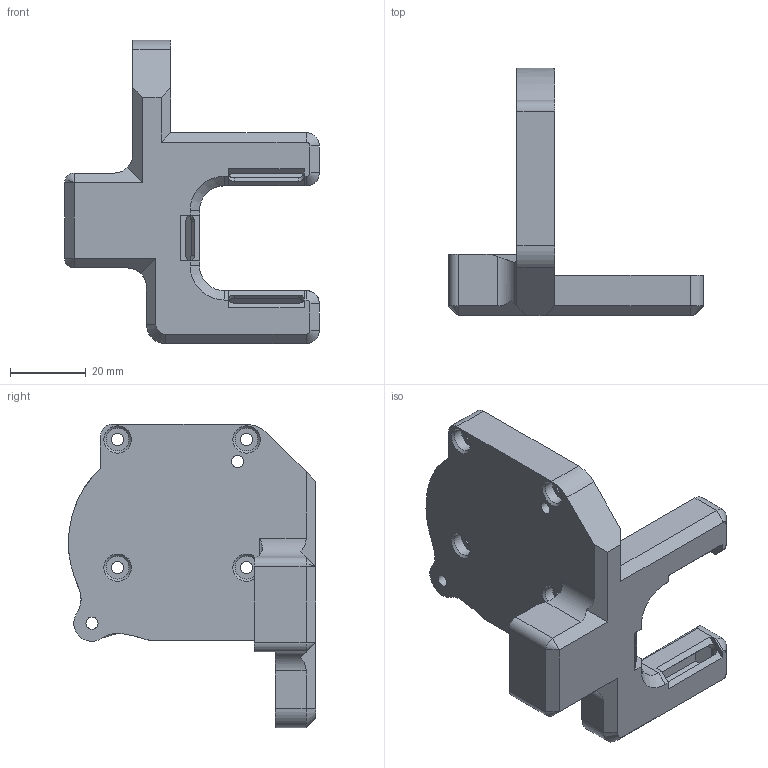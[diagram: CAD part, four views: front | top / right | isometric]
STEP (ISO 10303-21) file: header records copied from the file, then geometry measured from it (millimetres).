
FILE_DESCRIPTION(/* description */ (''),/* implementation_level */ '2;1');
FILE_NAME(/* name */ '5015FanMount.step',/* time_stamp */ '2021-07-29T09:17:51-04:00',/* author */ (''),/* organization */ (''),/* preprocessor_version */ 'ST-DEVELOPER v18.1',/* originating_system */ 'Autodesk Translation Framework v10.9.0.1377',/* authorisation */ '');
FILE_SCHEMA (('AUTOMOTIVE_DESIGN { 1 0 10303 214 3 1 1 }'));
Length unit declared in the file: millimetre
Products named in the file (1): 5015 Fan Mount
Bounding box: 67.19 x 65.16 x 79.94 mm (x, y, z)
Volume: 41727.5 mm3; surface area: 19477.3 mm2
Topology: 1 solids, 1 shells, 194 faces, 512 edges, 319 vertices
Faces by surface type: plane 106, cylinder 49, cone 21, bspline 10, torus 8
Full cylindrical faces by diameter (mm): 3.2 x6, 6 x4
Entity records: 6921 total; most frequent: CARTESIAN_POINT 2114, ORIENTED_EDGE 1016, DIRECTION 958, EDGE_CURVE 508, LINE 338, VECTOR 338, VERTEX_POINT 319, AXIS2_PLACEMENT_3D 310
